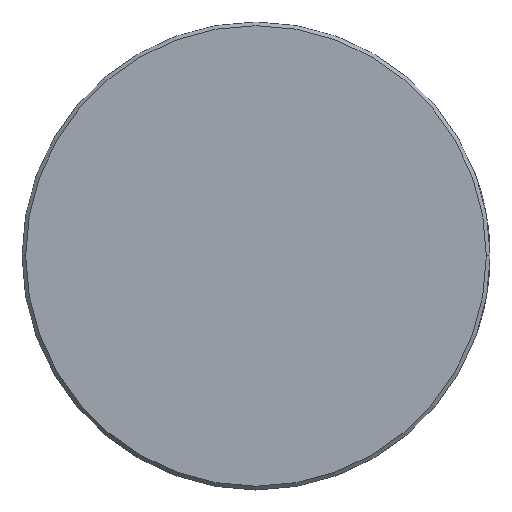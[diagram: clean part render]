
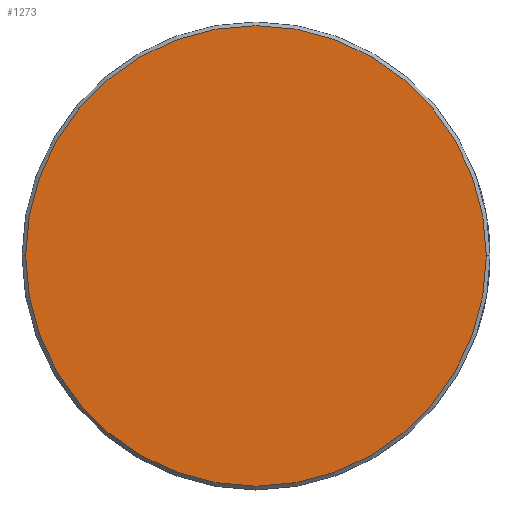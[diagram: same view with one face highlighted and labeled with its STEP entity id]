
A CAD part, top view. The second image highlights one B-rep face of the part: STEP entity #1273.
In plain terms, the highlighted planar face has unit normal (0, 0, 1).
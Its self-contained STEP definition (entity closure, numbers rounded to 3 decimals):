
#140 = EDGE_CURVE ( 'NONE', #1677, #1761, #473, .T. ) ;
#440 = ORIENTED_EDGE ( 'NONE', *, *, #2094, .T. ) ;
#470 = DIRECTION ( 'NONE',  ( 0., 0., 1. ) ) ;
#473 = CIRCLE ( 'NONE', #1234, 12.5 ) ;
#490 = AXIS2_PLACEMENT_3D ( 'NONE', #496, #1811, #627 ) ;
#496 = CARTESIAN_POINT ( 'NONE',  ( 0., 0., 1.6 ) ) ;
#592 = AXIS2_PLACEMENT_3D ( 'NONE', #2022, #716, #2071 ) ;
#627 = DIRECTION ( 'NONE',  ( 1., 0., 0. ) ) ;
#693 = FACE_OUTER_BOUND ( 'NONE', #1969, .T. ) ;
#716 = DIRECTION ( 'NONE',  ( 0., 0., 1. ) ) ;
#780 = CARTESIAN_POINT ( 'NONE',  ( 0., 0., 1.6 ) ) ;
#975 = ORIENTED_EDGE ( 'NONE', *, *, #140, .T. ) ;
#1064 = CARTESIAN_POINT ( 'NONE',  ( 12.5, 0., 1.6 ) ) ;
#1234 = AXIS2_PLACEMENT_3D ( 'NONE', #780, #470, #2165 ) ;
#1273 = ADVANCED_FACE ( 'NONE', ( #693 ), #1919, .T. ) ;
#1677 = VERTEX_POINT ( 'NONE', #1064 ) ;
#1705 = CARTESIAN_POINT ( 'NONE',  ( -12.5, 0., 1.6 ) ) ;
#1761 = VERTEX_POINT ( 'NONE', #1705 ) ;
#1811 = DIRECTION ( 'NONE',  ( 0., 0., 1. ) ) ;
#1919 = PLANE ( 'NONE',  #592 ) ;
#1969 = EDGE_LOOP ( 'NONE', ( #440, #975 ) ) ;
#2022 = CARTESIAN_POINT ( 'NONE',  ( 0., 0., 1.6 ) ) ;
#2071 = DIRECTION ( 'NONE',  ( 1., 0., 0. ) ) ;
#2077 = CIRCLE ( 'NONE', #490, 12.5 ) ;
#2094 = EDGE_CURVE ( 'NONE', #1761, #1677, #2077, .T. ) ;
#2165 = DIRECTION ( 'NONE',  ( 1., 0., 0. ) ) ;
